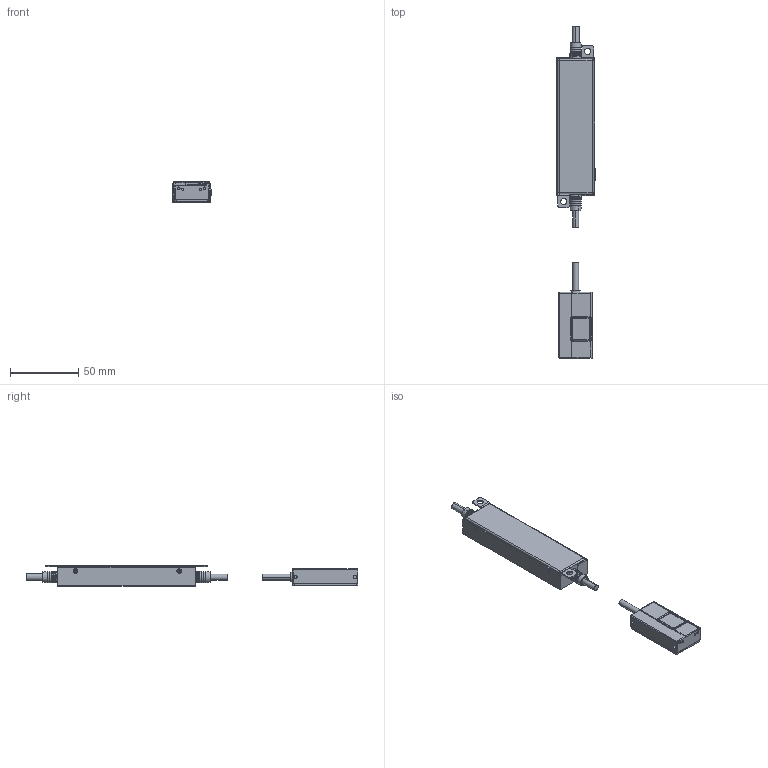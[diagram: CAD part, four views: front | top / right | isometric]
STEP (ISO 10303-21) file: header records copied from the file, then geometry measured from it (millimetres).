
FILE_DESCRIPTION(('CATIA V5 STEP'),'2;1');
FILE_NAME('PL101-Rxx.stp','2017-08-28T06:53:19+00:00',('none'),('none'),'CATIA Version 5 Release 19 SP 6 (IN-10)','CATIA V5 STEP AP214','none');
FILE_SCHEMA(('AUTOMOTIVE_DESIGN { 1 0 10303 214 1 1 1 1 }'));
Length unit declared in the file: millimetre
Products named in the file (3): PL101-Rxx; PL101_HeadUnit; Interpolator
Assembly tree (2 placements, depth 2):
  PL101-Rxx
    PL101_HeadUnit
    Interpolator
Bounding box: 28.5 x 243.08 x 15.2 mm (x, y, z)
Volume: 57708.3 mm3; surface area: 23264.6 mm2
Topology: 2 solids, 7 shells, 640 faces, 1641 edges, 1053 vertices
Faces by surface type: plane 301, cylinder 240, cone 59, torus 20, bspline 16, sphere 4
Entity records: 19704 total; most frequent: CARTESIAN_POINT 5127, ORIENTED_EDGE 3258, DIRECTION 2423, EDGE_CURVE 1629, VERTEX_POINT 1053, AXIS2_PLACEMENT_3D 1042, VECTOR 928, LINE 928
